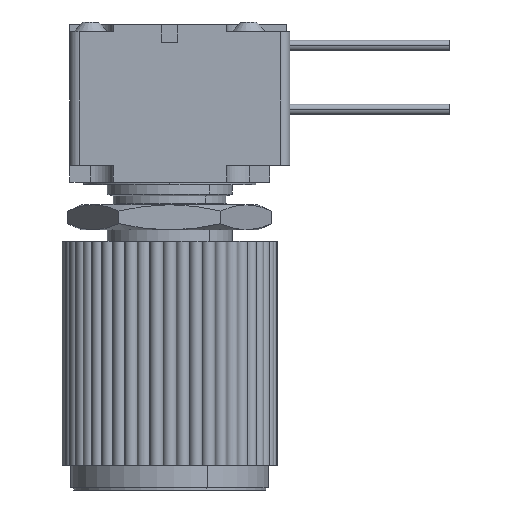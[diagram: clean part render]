
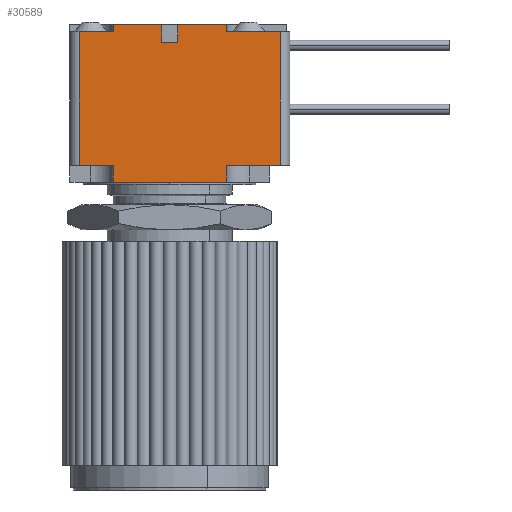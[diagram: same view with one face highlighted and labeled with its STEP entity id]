
A CAD part, left-side view. The second image highlights one B-rep face of the part: STEP entity #30589.
In plain terms, the highlighted planar face has unit normal (-1, 0, 0).
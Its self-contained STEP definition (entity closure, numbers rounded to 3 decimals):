
#117 = DIRECTION ( 'NONE',  ( 0., 0., -1. ) ) ;
#164 = VECTOR ( 'NONE', #7222, 1000. ) ;
#211 = VECTOR ( 'NONE', #34541, 1000. ) ;
#232 = CARTESIAN_POINT ( 'NONE',  ( -7.938, 4.496, 1.524 ) ) ;
#234 = DIRECTION ( 'NONE',  ( 0., 1., 0. ) ) ;
#805 = ORIENTED_EDGE ( 'NONE', *, *, #7661, .T. ) ;
#1220 = ORIENTED_EDGE ( 'NONE', *, *, #16383, .T. ) ;
#1477 = LINE ( 'NONE', #10208, #13645 ) ;
#1801 = EDGE_CURVE ( 'NONE', #25824, #8557, #8853, .T. ) ;
#1978 = ORIENTED_EDGE ( 'NONE', *, *, #17020, .F. ) ;
#2047 = ORIENTED_EDGE ( 'NONE', *, *, #12537, .T. ) ;
#2773 = CARTESIAN_POINT ( 'NONE',  ( -7.938, 7.925, 0. ) ) ;
#2911 = DIRECTION ( 'NONE',  ( 0., 1., 0. ) ) ;
#2913 = VERTEX_POINT ( 'NONE', #11408 ) ;
#2978 = CARTESIAN_POINT ( 'NONE',  ( -7.938, -4.496, 12.7 ) ) ;
#3224 = CARTESIAN_POINT ( 'NONE',  ( -7.938, 4.496, 1.524 ) ) ;
#3684 = ORIENTED_EDGE ( 'NONE', *, *, #21155, .T. ) ;
#4074 = LINE ( 'NONE', #22063, #17932 ) ;
#4427 = CARTESIAN_POINT ( 'NONE',  ( -7.938, -8.763, 1.524 ) ) ;
#5048 = VECTOR ( 'NONE', #8019, 1000. ) ;
#5234 = CARTESIAN_POINT ( 'NONE',  ( -7.938, 0.635, 11.278 ) ) ;
#5558 = DIRECTION ( 'NONE',  ( 0., 0., 1. ) ) ;
#6537 = LINE ( 'NONE', #19705, #30276 ) ;
#6716 = CARTESIAN_POINT ( 'NONE',  ( -7.938, -4.521, 1.524 ) ) ;
#6741 = VECTOR ( 'NONE', #14269, 1000. ) ;
#6768 = VECTOR ( 'NONE', #117, 1000. ) ;
#6780 = LINE ( 'NONE', #21963, #18472 ) ;
#7054 = EDGE_CURVE ( 'NONE', #31710, #2913, #30429, .T. ) ;
#7150 = CARTESIAN_POINT ( 'NONE',  ( -7.938, -4.496, 12.141 ) ) ;
#7222 = DIRECTION ( 'NONE',  ( 0., 0., -1. ) ) ;
#7269 = ORIENTED_EDGE ( 'NONE', *, *, #17069, .F. ) ;
#7661 = EDGE_CURVE ( 'NONE', #32586, #30370, #24314, .T. ) ;
#8019 = DIRECTION ( 'NONE',  ( 0., 0., 1. ) ) ;
#8557 = VERTEX_POINT ( 'NONE', #21645 ) ;
#8853 = LINE ( 'NONE', #26636, #164 ) ;
#8921 = VERTEX_POINT ( 'NONE', #12883 ) ;
#8928 = LINE ( 'NONE', #5234, #5048 ) ;
#9399 = CARTESIAN_POINT ( 'NONE',  ( -7.938, -8.763, 12.141 ) ) ;
#9571 = DIRECTION ( 'NONE',  ( 0., 1., 0. ) ) ;
#9732 = CARTESIAN_POINT ( 'NONE',  ( -7.938, 4.496, 12.7 ) ) ;
#9782 = LINE ( 'NONE', #15251, #211 ) ;
#10129 = FACE_OUTER_BOUND ( 'NONE', #27830, .T. ) ;
#10180 = ORIENTED_EDGE ( 'NONE', *, *, #7054, .F. ) ;
#10208 = CARTESIAN_POINT ( 'NONE',  ( -7.938, -8.763, 1.524 ) ) ;
#10410 = CARTESIAN_POINT ( 'NONE',  ( -7.938, 4.496, 12.141 ) ) ;
#10669 = LINE ( 'NONE', #232, #6768 ) ;
#10785 = VERTEX_POINT ( 'NONE', #9732 ) ;
#11018 = LINE ( 'NONE', #25568, #23060 ) ;
#11408 = CARTESIAN_POINT ( 'NONE',  ( -7.938, -4.521, 0.178 ) ) ;
#11613 = PLANE ( 'NONE',  #22585 ) ;
#11930 = VERTEX_POINT ( 'NONE', #4427 ) ;
#11940 = LINE ( 'NONE', #17619, #12353 ) ;
#12353 = VECTOR ( 'NONE', #23037, 1000. ) ;
#12537 = EDGE_CURVE ( 'NONE', #11930, #32586, #1477, .T. ) ;
#12793 = VECTOR ( 'NONE', #28749, 1000. ) ;
#12883 = CARTESIAN_POINT ( 'NONE',  ( -7.938, -0.635, 12.7 ) ) ;
#13419 = CARTESIAN_POINT ( 'NONE',  ( -7.938, 0.635, 11.278 ) ) ;
#13645 = VECTOR ( 'NONE', #29481, 1000. ) ;
#14001 = ORIENTED_EDGE ( 'NONE', *, *, #14627, .T. ) ;
#14118 = LINE ( 'NONE', #3224, #6741 ) ;
#14269 = DIRECTION ( 'NONE',  ( 0., 1., 0. ) ) ;
#14584 = ORIENTED_EDGE ( 'NONE', *, *, #26858, .F. ) ;
#14627 = EDGE_CURVE ( 'NONE', #27113, #8921, #6780, .T. ) ;
#15251 = CARTESIAN_POINT ( 'NONE',  ( -7.938, -0.635, 11.278 ) ) ;
#15505 = CARTESIAN_POINT ( 'NONE',  ( -7.938, -0.635, 11.278 ) ) ;
#15744 = CARTESIAN_POINT ( 'NONE',  ( -7.938, 7.163, 12.141 ) ) ;
#15835 = CARTESIAN_POINT ( 'NONE',  ( -7.938, 4.496, 1.524 ) ) ;
#16056 = DIRECTION ( 'NONE',  ( 0., 1., 0. ) ) ;
#16383 = EDGE_CURVE ( 'NONE', #22541, #10785, #6537, .T. ) ;
#16956 = CARTESIAN_POINT ( 'NONE',  ( -7.938, -4.521, 0.178 ) ) ;
#17020 = EDGE_CURVE ( 'NONE', #21831, #8557, #14118, .T. ) ;
#17045 = DIRECTION ( 'NONE',  ( -1., 0., 0. ) ) ;
#17069 = EDGE_CURVE ( 'NONE', #11930, #31710, #11940, .T. ) ;
#17160 = DIRECTION ( 'NONE',  ( 0., 0., 1. ) ) ;
#17619 = CARTESIAN_POINT ( 'NONE',  ( -7.938, -8.763, 1.524 ) ) ;
#17627 = CARTESIAN_POINT ( 'NONE',  ( -7.938, 4.496, 12.141 ) ) ;
#17932 = VECTOR ( 'NONE', #5558, 1000. ) ;
#18472 = VECTOR ( 'NONE', #2911, 1000. ) ;
#19705 = CARTESIAN_POINT ( 'NONE',  ( -7.938, 0.635, 12.7 ) ) ;
#20306 = VECTOR ( 'NONE', #33608, 1000. ) ;
#20805 = EDGE_CURVE ( 'NONE', #30370, #27113, #4074, .T. ) ;
#21155 = EDGE_CURVE ( 'NONE', #24283, #25824, #29494, .T. ) ;
#21645 = CARTESIAN_POINT ( 'NONE',  ( -7.938, 7.163, 1.524 ) ) ;
#21831 = VERTEX_POINT ( 'NONE', #15835 ) ;
#21963 = CARTESIAN_POINT ( 'NONE',  ( -7.938, -4.496, 12.7 ) ) ;
#22063 = CARTESIAN_POINT ( 'NONE',  ( -7.938, -4.496, 12.141 ) ) ;
#22222 = LINE ( 'NONE', #17627, #26577 ) ;
#22541 = VERTEX_POINT ( 'NONE', #30668 ) ;
#22585 = AXIS2_PLACEMENT_3D ( 'NONE', #2773, #17045, #24864 ) ;
#23037 = DIRECTION ( 'NONE',  ( 0., 1., 0. ) ) ;
#23040 = VECTOR ( 'NONE', #16056, 1000. ) ;
#23060 = VECTOR ( 'NONE', #17160, 1000. ) ;
#23479 = ORIENTED_EDGE ( 'NONE', *, *, #30645, .F. ) ;
#24090 = ORIENTED_EDGE ( 'NONE', *, *, #26498, .T. ) ;
#24283 = VERTEX_POINT ( 'NONE', #10410 ) ;
#24314 = LINE ( 'NONE', #31776, #25176 ) ;
#24864 = DIRECTION ( 'NONE',  ( 0., 0., 1. ) ) ;
#24866 = VERTEX_POINT ( 'NONE', #13419 ) ;
#25176 = VECTOR ( 'NONE', #9571, 1000. ) ;
#25205 = ORIENTED_EDGE ( 'NONE', *, *, #20805, .T. ) ;
#25568 = CARTESIAN_POINT ( 'NONE',  ( -7.938, -0.635, 11.278 ) ) ;
#25824 = VERTEX_POINT ( 'NONE', #15744 ) ;
#25909 = LINE ( 'NONE', #16956, #20306 ) ;
#26498 = EDGE_CURVE ( 'NONE', #21831, #32230, #10669, .T. ) ;
#26577 = VECTOR ( 'NONE', #28554, 1000. ) ;
#26636 = CARTESIAN_POINT ( 'NONE',  ( -7.938, 7.163, 12.141 ) ) ;
#26858 = EDGE_CURVE ( 'NONE', #24283, #10785, #22222, .T. ) ;
#27113 = VERTEX_POINT ( 'NONE', #2978 ) ;
#27663 = ORIENTED_EDGE ( 'NONE', *, *, #32127, .T. ) ;
#27781 = ORIENTED_EDGE ( 'NONE', *, *, #29926, .T. ) ;
#27830 = EDGE_LOOP ( 'NONE', ( #1978, #24090, #31023, #10180, #7269, #2047, #805, #25205, #14001, #23479, #27663, #27781, #1220, #14584, #3684, #29363 ) ) ;
#28554 = DIRECTION ( 'NONE',  ( 0., 0., 1. ) ) ;
#28749 = DIRECTION ( 'NONE',  ( 0., 0., -1. ) ) ;
#29281 = CARTESIAN_POINT ( 'NONE',  ( -7.938, 4.496, 12.141 ) ) ;
#29363 = ORIENTED_EDGE ( 'NONE', *, *, #1801, .T. ) ;
#29481 = DIRECTION ( 'NONE',  ( 0., 0., 1. ) ) ;
#29494 = LINE ( 'NONE', #29281, #23040 ) ;
#29896 = CARTESIAN_POINT ( 'NONE',  ( -7.938, 4.496, 0.178 ) ) ;
#29926 = EDGE_CURVE ( 'NONE', #24866, #22541, #8928, .T. ) ;
#30276 = VECTOR ( 'NONE', #234, 1000. ) ;
#30370 = VERTEX_POINT ( 'NONE', #7150 ) ;
#30429 = LINE ( 'NONE', #6716, #12793 ) ;
#30589 = ADVANCED_FACE ( 'NONE', ( #10129 ), #11613, .T. ) ;
#30645 = EDGE_CURVE ( 'NONE', #34960, #8921, #11018, .T. ) ;
#30668 = CARTESIAN_POINT ( 'NONE',  ( -7.938, 0.635, 12.7 ) ) ;
#31023 = ORIENTED_EDGE ( 'NONE', *, *, #34676, .F. ) ;
#31710 = VERTEX_POINT ( 'NONE', #31969 ) ;
#31776 = CARTESIAN_POINT ( 'NONE',  ( -7.938, -8.763, 12.141 ) ) ;
#31969 = CARTESIAN_POINT ( 'NONE',  ( -7.938, -4.521, 1.524 ) ) ;
#32127 = EDGE_CURVE ( 'NONE', #34960, #24866, #9782, .T. ) ;
#32230 = VERTEX_POINT ( 'NONE', #29896 ) ;
#32586 = VERTEX_POINT ( 'NONE', #9399 ) ;
#33608 = DIRECTION ( 'NONE',  ( 0., 1., 0. ) ) ;
#34541 = DIRECTION ( 'NONE',  ( 0., 1., 0. ) ) ;
#34676 = EDGE_CURVE ( 'NONE', #2913, #32230, #25909, .T. ) ;
#34960 = VERTEX_POINT ( 'NONE', #15505 ) ;
